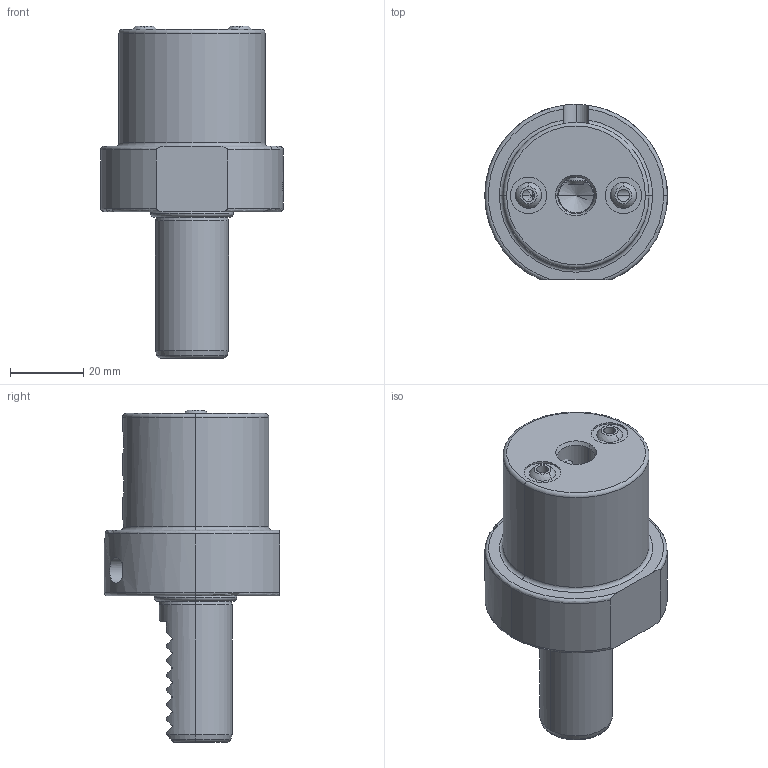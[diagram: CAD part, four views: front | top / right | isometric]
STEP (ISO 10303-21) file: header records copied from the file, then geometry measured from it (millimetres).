
FILE_DESCRIPTION (( 'STEP AP203' ), '1' );
FILE_NAME ('STEP.STEP', '2020-05-11T05:46:20', ( '' ), ( '' ), 'SwSTEP 2.0', 'SolidWorks 2017', '' );
FILE_SCHEMA (( 'CONFIG_CONTROL_DESIGN' ));
Length unit declared in the file: millimetre
Products named in the file (1): STEP
Bounding box: 50 x 48 x 90.95 mm (x, y, z)
Volume: 78050.5 mm3; surface area: 21334.8 mm2
Topology: 11 solids, 11 shells, 258 faces, 646 edges, 401 vertices
Faces by surface type: plane 95, cylinder 86, cone 45, torus 24, sphere 8
Entity records: 8535 total; most frequent: CARTESIAN_POINT 2506, DIRECTION 1247, ORIENTED_EDGE 1236, EDGE_CURVE 618, AXIS2_PLACEMENT_3D 490, VERTEX_POINT 389, EDGE_LOOP 291, LINE 267
